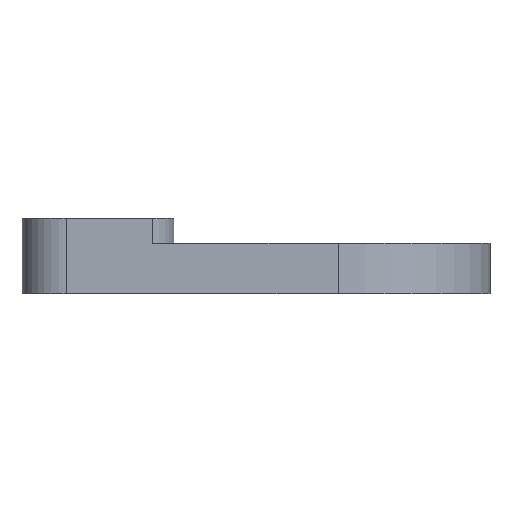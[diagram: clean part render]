
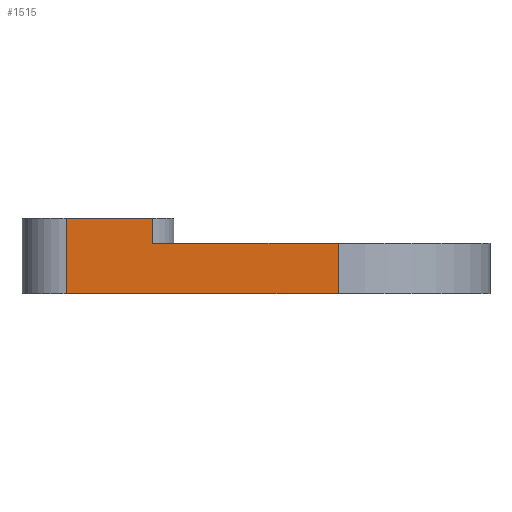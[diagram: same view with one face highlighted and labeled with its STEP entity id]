
A CAD part, left-side view. The second image highlights one B-rep face of the part: STEP entity #1515.
In plain terms, the highlighted planar face has unit normal (-1, 0, 0).
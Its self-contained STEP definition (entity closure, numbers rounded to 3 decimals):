
#44 = PLANE('',#45);
#45 = AXIS2_PLACEMENT_3D('',#46,#47,#48);
#46 = CARTESIAN_POINT('',(0.,-91.219,35.));
#47 = DIRECTION('',(0.,0.,1.));
#48 = DIRECTION('',(1.,0.,0.));
#99 = PLANE('',#100);
#100 = AXIS2_PLACEMENT_3D('',#101,#102,#103);
#101 = CARTESIAN_POINT('',(0.,-94.465,39.));
#102 = DIRECTION('',(0.,0.,1.));
#103 = DIRECTION('',(1.,0.,0.));
#392 = VERTEX_POINT('',#393);
#393 = CARTESIAN_POINT('',(-16.5,-75.,35.));
#408 = CYLINDRICAL_SURFACE('',#409,3.5);
#409 = AXIS2_PLACEMENT_3D('',#410,#411,#412);
#410 = CARTESIAN_POINT('',(-13.,-75.,35.));
#411 = DIRECTION('',(-0.,-0.,-1.));
#412 = DIRECTION('',(1.,0.,0.));
#420 = EDGE_CURVE('',#392,#421,#423,.T.);
#421 = VERTEX_POINT('',#422);
#422 = CARTESIAN_POINT('',(-16.5,-96.5,35.));
#423 = SURFACE_CURVE('',#424,(#428,#435),.PCURVE_S1.);
#424 = LINE('',#425,#426);
#425 = CARTESIAN_POINT('',(-16.5,-75.,35.));
#426 = VECTOR('',#427,1.);
#427 = DIRECTION('',(0.,-1.,0.));
#428 = PCURVE('',#44,#429);
#429 = DEFINITIONAL_REPRESENTATION('',(#430),#434);
#430 = LINE('',#431,#432);
#431 = CARTESIAN_POINT('',(-16.5,16.219));
#432 = VECTOR('',#433,1.);
#433 = DIRECTION('',(0.,-1.));
#434 = ( GEOMETRIC_REPRESENTATION_CONTEXT(2) 
PARAMETRIC_REPRESENTATION_CONTEXT() REPRESENTATION_CONTEXT('2D SPACE',''
  ) );
#435 = PCURVE('',#436,#441);
#436 = PLANE('',#437);
#437 = AXIS2_PLACEMENT_3D('',#438,#439,#440);
#438 = CARTESIAN_POINT('',(-16.5,-75.,35.));
#439 = DIRECTION('',(1.,0.,0.));
#440 = DIRECTION('',(0.,-1.,0.));
#441 = DEFINITIONAL_REPRESENTATION('',(#442),#446);
#442 = LINE('',#443,#444);
#443 = CARTESIAN_POINT('',(0.,0.));
#444 = VECTOR('',#445,1.);
#445 = DIRECTION('',(1.,0.));
#446 = ( GEOMETRIC_REPRESENTATION_CONTEXT(2) 
PARAMETRIC_REPRESENTATION_CONTEXT() REPRESENTATION_CONTEXT('2D SPACE',''
  ) );
#465 = CYLINDRICAL_SURFACE('',#466,12.);
#466 = AXIS2_PLACEMENT_3D('',#467,#468,#469);
#467 = CARTESIAN_POINT('',(-4.5,-96.5,35.));
#468 = DIRECTION('',(-0.,-0.,-1.));
#469 = DIRECTION('',(1.,0.,0.));
#1063 = VERTEX_POINT('',#1064);
#1064 = CARTESIAN_POINT('',(-16.5,-81.828,39.));
#1081 = CYLINDRICAL_SURFACE('',#1082,4.5);
#1082 = AXIS2_PLACEMENT_3D('',#1083,#1084,#1085);
#1083 = CARTESIAN_POINT('',(-13.,-79.,41.));
#1084 = DIRECTION('',(0.,0.,1.));
#1085 = DIRECTION('',(1.,0.,0.));
#1093 = EDGE_CURVE('',#1063,#1094,#1096,.T.);
#1094 = VERTEX_POINT('',#1095);
#1095 = CARTESIAN_POINT('',(-16.5,-96.5,39.));
#1096 = SURFACE_CURVE('',#1097,(#1101,#1107),.PCURVE_S1.);
#1097 = LINE('',#1098,#1099);
#1098 = CARTESIAN_POINT('',(-16.5,-84.732,39.));
#1099 = VECTOR('',#1100,1.);
#1100 = DIRECTION('',(0.,-1.,0.));
#1101 = PCURVE('',#99,#1102);
#1102 = DEFINITIONAL_REPRESENTATION('',(#1103),#1106);
#1103 = B_SPLINE_CURVE_WITH_KNOTS('',1,(#1104,#1105),.UNSPECIFIED.,.F.,
  .F.,(2,2),(-4.832,11.768),.PIECEWISE_BEZIER_KNOTS.);
#1104 = CARTESIAN_POINT('',(-16.5,14.565));
#1105 = CARTESIAN_POINT('',(-16.5,-2.035));
#1106 = ( GEOMETRIC_REPRESENTATION_CONTEXT(2) 
PARAMETRIC_REPRESENTATION_CONTEXT() REPRESENTATION_CONTEXT('2D SPACE',''
  ) );
#1107 = PCURVE('',#436,#1108);
#1108 = DEFINITIONAL_REPRESENTATION('',(#1109),#1112);
#1109 = B_SPLINE_CURVE_WITH_KNOTS('',1,(#1110,#1111),.UNSPECIFIED.,.F.,
  .F.,(2,2),(-4.832,11.768),.PIECEWISE_BEZIER_KNOTS.);
#1110 = CARTESIAN_POINT('',(4.9,-4.));
#1111 = CARTESIAN_POINT('',(21.5,-4.));
#1112 = ( GEOMETRIC_REPRESENTATION_CONTEXT(2) 
PARAMETRIC_REPRESENTATION_CONTEXT() REPRESENTATION_CONTEXT('2D SPACE',''
  ) );
#1417 = EDGE_CURVE('',#421,#1094,#1418,.T.);
#1418 = SURFACE_CURVE('',#1419,(#1423,#1430),.PCURVE_S1.);
#1419 = LINE('',#1420,#1421);
#1420 = CARTESIAN_POINT('',(-16.5,-96.5,35.));
#1421 = VECTOR('',#1422,1.);
#1422 = DIRECTION('',(0.,0.,1.));
#1423 = PCURVE('',#465,#1424);
#1424 = DEFINITIONAL_REPRESENTATION('',(#1425),#1429);
#1425 = LINE('',#1426,#1427);
#1426 = CARTESIAN_POINT('',(-3.142,0.));
#1427 = VECTOR('',#1428,1.);
#1428 = DIRECTION('',(-0.,-1.));
#1429 = ( GEOMETRIC_REPRESENTATION_CONTEXT(2) 
PARAMETRIC_REPRESENTATION_CONTEXT() REPRESENTATION_CONTEXT('2D SPACE',''
  ) );
#1430 = PCURVE('',#436,#1431);
#1431 = DEFINITIONAL_REPRESENTATION('',(#1432),#1436);
#1432 = LINE('',#1433,#1434);
#1433 = CARTESIAN_POINT('',(21.5,0.));
#1434 = VECTOR('',#1435,1.);
#1435 = DIRECTION('',(0.,-1.));
#1436 = ( GEOMETRIC_REPRESENTATION_CONTEXT(2) 
PARAMETRIC_REPRESENTATION_CONTEXT() REPRESENTATION_CONTEXT('2D SPACE',''
  ) );
#1515 = ADVANCED_FACE('',(#1516),#436,.F.);
#1516 = FACE_BOUND('',#1517,.F.);
#1517 = EDGE_LOOP('',(#1518,#1519,#1542,#1570,#1589,#1590));
#1518 = ORIENTED_EDGE('',*,*,#420,.F.);
#1519 = ORIENTED_EDGE('',*,*,#1520,.T.);
#1520 = EDGE_CURVE('',#392,#1521,#1523,.T.);
#1521 = VERTEX_POINT('',#1522);
#1522 = CARTESIAN_POINT('',(-16.5,-75.,41.));
#1523 = SURFACE_CURVE('',#1524,(#1528,#1535),.PCURVE_S1.);
#1524 = LINE('',#1525,#1526);
#1525 = CARTESIAN_POINT('',(-16.5,-75.,35.));
#1526 = VECTOR('',#1527,1.);
#1527 = DIRECTION('',(0.,0.,1.));
#1528 = PCURVE('',#436,#1529);
#1529 = DEFINITIONAL_REPRESENTATION('',(#1530),#1534);
#1530 = LINE('',#1531,#1532);
#1531 = CARTESIAN_POINT('',(0.,0.));
#1532 = VECTOR('',#1533,1.);
#1533 = DIRECTION('',(0.,-1.));
#1534 = ( GEOMETRIC_REPRESENTATION_CONTEXT(2) 
PARAMETRIC_REPRESENTATION_CONTEXT() REPRESENTATION_CONTEXT('2D SPACE',''
  ) );
#1535 = PCURVE('',#408,#1536);
#1536 = DEFINITIONAL_REPRESENTATION('',(#1537),#1541);
#1537 = LINE('',#1538,#1539);
#1538 = CARTESIAN_POINT('',(-3.142,0.));
#1539 = VECTOR('',#1540,1.);
#1540 = DIRECTION('',(-0.,-1.));
#1541 = ( GEOMETRIC_REPRESENTATION_CONTEXT(2) 
PARAMETRIC_REPRESENTATION_CONTEXT() REPRESENTATION_CONTEXT('2D SPACE',''
  ) );
#1542 = ORIENTED_EDGE('',*,*,#1543,.T.);
#1543 = EDGE_CURVE('',#1521,#1544,#1546,.T.);
#1544 = VERTEX_POINT('',#1545);
#1545 = CARTESIAN_POINT('',(-16.5,-81.828,41.));
#1546 = SURFACE_CURVE('',#1547,(#1551,#1558),.PCURVE_S1.);
#1547 = LINE('',#1548,#1549);
#1548 = CARTESIAN_POINT('',(-16.5,-75.,41.));
#1549 = VECTOR('',#1550,1.);
#1550 = DIRECTION('',(0.,-1.,0.));
#1551 = PCURVE('',#436,#1552);
#1552 = DEFINITIONAL_REPRESENTATION('',(#1553),#1557);
#1553 = LINE('',#1554,#1555);
#1554 = CARTESIAN_POINT('',(0.,-6.));
#1555 = VECTOR('',#1556,1.);
#1556 = DIRECTION('',(1.,0.));
#1557 = ( GEOMETRIC_REPRESENTATION_CONTEXT(2) 
PARAMETRIC_REPRESENTATION_CONTEXT() REPRESENTATION_CONTEXT('2D SPACE',''
  ) );
#1558 = PCURVE('',#1559,#1564);
#1559 = PLANE('',#1560);
#1560 = AXIS2_PLACEMENT_3D('',#1561,#1562,#1563);
#1561 = CARTESIAN_POINT('',(0.,-91.219,41.));
#1562 = DIRECTION('',(0.,0.,1.));
#1563 = DIRECTION('',(1.,0.,0.));
#1564 = DEFINITIONAL_REPRESENTATION('',(#1565),#1569);
#1565 = LINE('',#1566,#1567);
#1566 = CARTESIAN_POINT('',(-16.5,16.219));
#1567 = VECTOR('',#1568,1.);
#1568 = DIRECTION('',(0.,-1.));
#1569 = ( GEOMETRIC_REPRESENTATION_CONTEXT(2) 
PARAMETRIC_REPRESENTATION_CONTEXT() REPRESENTATION_CONTEXT('2D SPACE',''
  ) );
#1570 = ORIENTED_EDGE('',*,*,#1571,.F.);
#1571 = EDGE_CURVE('',#1063,#1544,#1572,.T.);
#1572 = SURFACE_CURVE('',#1573,(#1577,#1583),.PCURVE_S1.);
#1573 = LINE('',#1574,#1575);
#1574 = CARTESIAN_POINT('',(-16.5,-81.828,41.));
#1575 = VECTOR('',#1576,1.);
#1576 = DIRECTION('',(0.,0.,1.));
#1577 = PCURVE('',#436,#1578);
#1578 = DEFINITIONAL_REPRESENTATION('',(#1579),#1582);
#1579 = B_SPLINE_CURVE_WITH_KNOTS('',1,(#1580,#1581),.UNSPECIFIED.,.F.,
  .F.,(2,2),(-2.,0.),.PIECEWISE_BEZIER_KNOTS.);
#1580 = CARTESIAN_POINT('',(6.828,-4.));
#1581 = CARTESIAN_POINT('',(6.828,-6.));
#1582 = ( GEOMETRIC_REPRESENTATION_CONTEXT(2) 
PARAMETRIC_REPRESENTATION_CONTEXT() REPRESENTATION_CONTEXT('2D SPACE',''
  ) );
#1583 = PCURVE('',#1081,#1584);
#1584 = DEFINITIONAL_REPRESENTATION('',(#1585),#1588);
#1585 = B_SPLINE_CURVE_WITH_KNOTS('',1,(#1586,#1587),.UNSPECIFIED.,.F.,
  .F.,(2,2),(-2.,0.),.PIECEWISE_BEZIER_KNOTS.);
#1586 = CARTESIAN_POINT('',(3.821,-2.));
#1587 = CARTESIAN_POINT('',(3.821,0.));
#1588 = ( GEOMETRIC_REPRESENTATION_CONTEXT(2) 
PARAMETRIC_REPRESENTATION_CONTEXT() REPRESENTATION_CONTEXT('2D SPACE',''
  ) );
#1589 = ORIENTED_EDGE('',*,*,#1093,.T.);
#1590 = ORIENTED_EDGE('',*,*,#1417,.F.);
